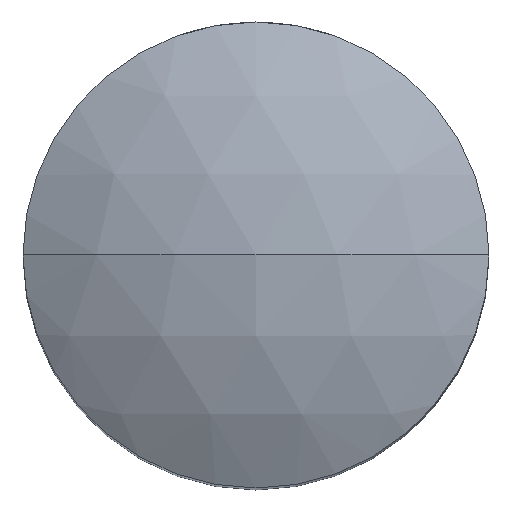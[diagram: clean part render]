
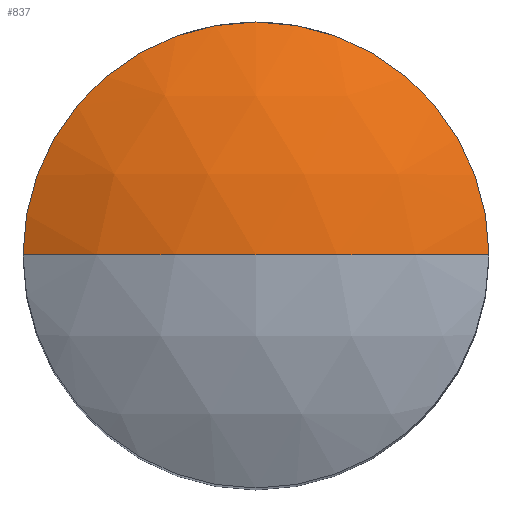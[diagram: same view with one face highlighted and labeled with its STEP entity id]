
A CAD part, top view. The second image highlights one B-rep face of the part: STEP entity #837.
In plain terms, the highlighted spherical face has radius 12 mm.
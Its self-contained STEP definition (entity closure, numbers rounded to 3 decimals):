
#128 = DIRECTION ( 'NONE',  ( 1., 0., 0. ) ) ;
#171 = FACE_OUTER_BOUND ( 'NONE', #432, .T. ) ;
#175 = AXIS2_PLACEMENT_3D ( 'NONE', #748, #342, #812 ) ;
#196 = VERTEX_POINT ( 'NONE', #528 ) ;
#198 = DIRECTION ( 'NONE',  ( 1., 0., 0. ) ) ;
#205 = CIRCLE ( 'NONE', #272, 12. ) ;
#209 = CARTESIAN_POINT ( 'NONE',  ( 0., 0., 5.5 ) ) ;
#262 = CIRCLE ( 'NONE', #426, 12. ) ;
#272 = AXIS2_PLACEMENT_3D ( 'NONE', #209, #692, #281 ) ;
#281 = DIRECTION ( 'NONE',  ( 0., 0., 1. ) ) ;
#298 = ORIENTED_EDGE ( 'NONE', *, *, #848, .F. ) ;
#342 = DIRECTION ( 'NONE',  ( 0., 0., -1. ) ) ;
#359 = SPHERICAL_SURFACE ( 'NONE', #373, 12. ) ;
#373 = AXIS2_PLACEMENT_3D ( 'NONE', #484, #411, #198 ) ;
#383 = ORIENTED_EDGE ( 'NONE', *, *, #441, .F. ) ;
#398 = DIRECTION ( 'NONE',  ( 0., -1., 0. ) ) ;
#410 = CARTESIAN_POINT ( 'NONE',  ( 0., 0., 5.5 ) ) ;
#411 = DIRECTION ( 'NONE',  ( 0., -1., 0. ) ) ;
#426 = AXIS2_PLACEMENT_3D ( 'NONE', #410, #398, #128 ) ;
#432 = EDGE_LOOP ( 'NONE', ( #383, #499, #298 ) ) ;
#441 = EDGE_CURVE ( 'NONE', #196, #708, #262, .T. ) ;
#459 = VERTEX_POINT ( 'NONE', #798 ) ;
#484 = CARTESIAN_POINT ( 'NONE',  ( 0., 0., 5.5 ) ) ;
#499 = ORIENTED_EDGE ( 'NONE', *, *, #567, .T. ) ;
#524 = CIRCLE ( 'NONE', #175, 6. ) ;
#528 = CARTESIAN_POINT ( 'NONE',  ( 0., 0., 17.5 ) ) ;
#567 = EDGE_CURVE ( 'NONE', #196, #459, #205, .T. ) ;
#593 = CARTESIAN_POINT ( 'NONE',  ( -6., 0., 15.892 ) ) ;
#692 = DIRECTION ( 'NONE',  ( 0., 1., 0. ) ) ;
#708 = VERTEX_POINT ( 'NONE', #593 ) ;
#748 = CARTESIAN_POINT ( 'NONE',  ( 0., 0., 15.892 ) ) ;
#798 = CARTESIAN_POINT ( 'NONE',  ( 6., 0., 15.892 ) ) ;
#812 = DIRECTION ( 'NONE',  ( -1., 0., 0. ) ) ;
#837 = ADVANCED_FACE ( 'NONE', ( #171 ), #359, .T. ) ;
#848 = EDGE_CURVE ( 'NONE', #708, #459, #524, .T. ) ;
